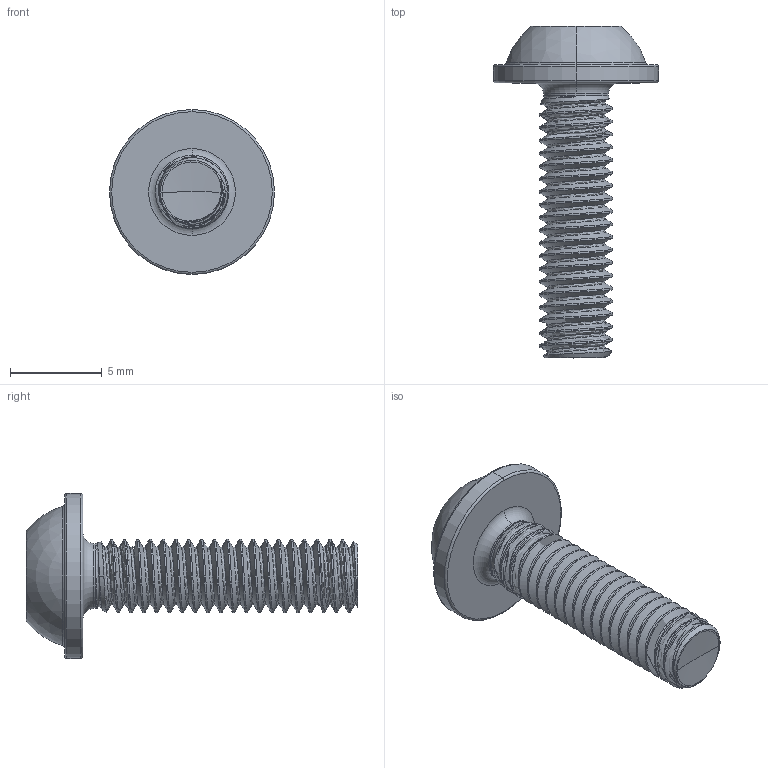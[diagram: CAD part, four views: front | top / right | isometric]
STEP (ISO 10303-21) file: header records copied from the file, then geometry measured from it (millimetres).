
FILE_DESCRIPTION (( 'STEP AP203' ), '1' );
FILE_NAME ('STM380400150.STEP', '2024-03-20T19:27:51', ( '' ), ( '' ), 'SwSTEP 2.0', 'SolidWorks 2015', '' );
FILE_SCHEMA (( 'CONFIG_CONTROL_DESIGN' ));
Length unit declared in the file: millimetre
Products named in the file (1): STM380400150
Bounding box: 9 x 18.1 x 9 mm (x, y, z)
Volume: 267 mm3; surface area: 471.8 mm2
Topology: 1 solids, 1 shells, 114 faces, 299 edges, 188 vertices
Faces by surface type: cylinder 62, bspline 18, torus 15, cone 11, sphere 4, plane 4
Entity records: 21691 total; most frequent: CARTESIAN_POINT 19226, ORIENTED_EDGE 594, DIRECTION 403, EDGE_CURVE 297, VERTEX_POINT 188, AXIS2_PLACEMENT_3D 166, EDGE_LOOP 117, FACE_OUTER_BOUND 114
